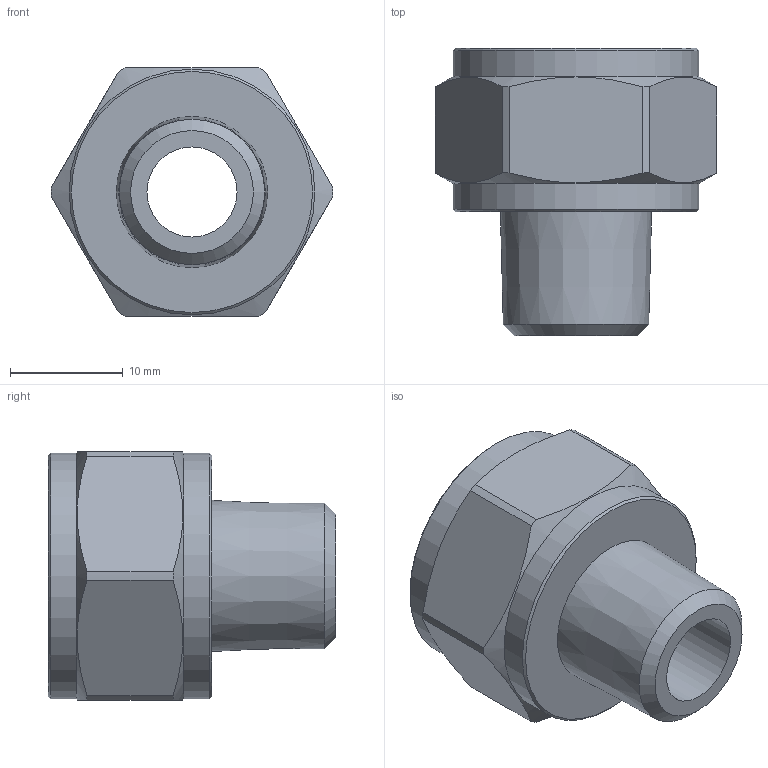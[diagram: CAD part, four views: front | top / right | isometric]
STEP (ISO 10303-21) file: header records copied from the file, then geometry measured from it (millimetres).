
FILE_DESCRIPTION( ( 'STEP AP214' ), '1' );
FILE_NAME( 'psolqas_16092_24.stp', '2021-03-04T17:28:06', ( 'License CC BY-ND 4.0' ), ( 'CADENAS' ), ' ', 'PARTsolutions', ' ' );
FILE_SCHEMA( ( 'AUTOMOTIVE_DESIGN { 1 0 10303 214 1 1 1 1 }' ) );
Length unit declared in the file: metre
Products named in the file (1): NONE
Bounding box: 25 x 25.5 x 22 mm (x, y, z)
Volume: 4380.6 mm3; surface area: 3007.6 mm2
Topology: 1 solids, 1 shells, 27 faces, 66 edges, 42 vertices
Faces by surface type: cylinder 10, plane 9, cone 8
Full cylindrical faces by diameter (mm): 8 x1, 15 x1, 21.8 x2
Entity records: 1038 total; most frequent: CARTESIAN_POINT 220, DIRECTION 120, ORIENTED_EDGE 108, AXIS2_PLACEMENT_3D 54, EDGE_CURVE 54, EDGE_LOOP 42, VERTEX_POINT 42, FACE_OUTER_BOUND 31
